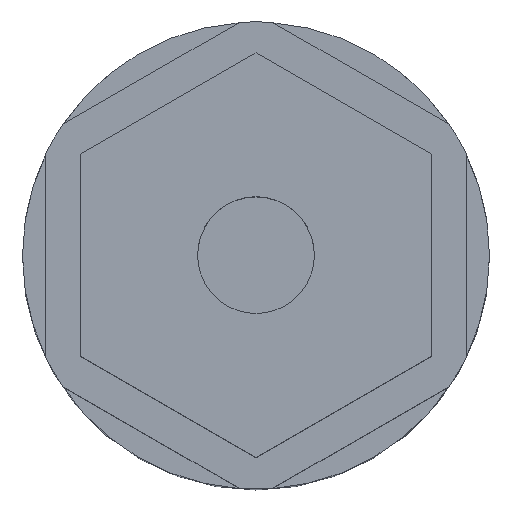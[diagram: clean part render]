
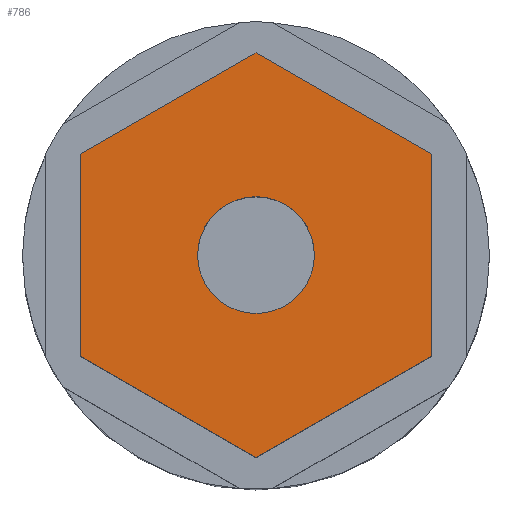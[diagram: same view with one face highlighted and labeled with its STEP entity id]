
A CAD part, top view. The second image highlights one B-rep face of the part: STEP entity #786.
In plain terms, the highlighted planar face has unit normal (0, 0, 1).
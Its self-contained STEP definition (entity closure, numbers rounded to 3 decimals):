
#32 = LINE ( 'NONE', #395, #921 ) ;
#52 = CARTESIAN_POINT ( 'NONE',  ( -15., 8.66, 62. ) ) ;
#116 = EDGE_CURVE ( 'NONE', #675, #1184, #1363, .T. ) ;
#128 = CIRCLE ( 'NONE', #1094, 5. ) ;
#129 = LINE ( 'NONE', #330, #1495 ) ;
#207 = LINE ( 'NONE', #829, #1376 ) ;
#265 = DIRECTION ( 'NONE',  ( 0., 1., 0. ) ) ;
#270 = CIRCLE ( 'NONE', #582, 5. ) ;
#279 = DIRECTION ( 'NONE',  ( 0., 0., 1. ) ) ;
#282 = VERTEX_POINT ( 'NONE', #412 ) ;
#326 = ORIENTED_EDGE ( 'NONE', *, *, #1432, .F. ) ;
#330 = CARTESIAN_POINT ( 'NONE',  ( 15., -8.66, 62. ) ) ;
#334 = ORIENTED_EDGE ( 'NONE', *, *, #116, .T. ) ;
#338 = DIRECTION ( 'NONE',  ( 1., 0., 0. ) ) ;
#358 = CARTESIAN_POINT ( 'NONE',  ( 0., 0., 62. ) ) ;
#379 = VECTOR ( 'NONE', #1032, 1000. ) ;
#392 = CARTESIAN_POINT ( 'NONE',  ( -15., -8.66, 62. ) ) ;
#395 = CARTESIAN_POINT ( 'NONE',  ( -15., -8.66, 62. ) ) ;
#412 = CARTESIAN_POINT ( 'NONE',  ( 0., 17.321, 62. ) ) ;
#421 = PLANE ( 'NONE',  #460 ) ;
#460 = AXIS2_PLACEMENT_3D ( 'NONE', #1008, #279, #1019 ) ;
#489 = DIRECTION ( 'NONE',  ( 1., 0., 0. ) ) ;
#510 = EDGE_CURVE ( 'NONE', #1184, #282, #1511, .T. ) ;
#514 = CARTESIAN_POINT ( 'NONE',  ( -15., -8.66, 62. ) ) ;
#521 = CARTESIAN_POINT ( 'NONE',  ( 0., -17.321, 62. ) ) ;
#548 = DIRECTION ( 'NONE',  ( 0.866, -0.5, 0. ) ) ;
#567 = EDGE_LOOP ( 'NONE', ( #326, #334, #1301, #1198, #1512, #700 ) ) ;
#582 = AXIS2_PLACEMENT_3D ( 'NONE', #961, #1083, #489 ) ;
#607 = EDGE_CURVE ( 'NONE', #907, #282, #207, .T. ) ;
#618 = DIRECTION ( 'NONE',  ( 0., 1., 0. ) ) ;
#634 = CARTESIAN_POINT ( 'NONE',  ( -5., 0., 62. ) ) ;
#675 = VERTEX_POINT ( 'NONE', #1385 ) ;
#678 = EDGE_CURVE ( 'NONE', #824, #763, #32, .T. ) ;
#700 = ORIENTED_EDGE ( 'NONE', *, *, #678, .T. ) ;
#709 = VECTOR ( 'NONE', #618, 1000. ) ;
#722 = CARTESIAN_POINT ( 'NONE',  ( 15., 8.66, 62. ) ) ;
#761 = VERTEX_POINT ( 'NONE', #634 ) ;
#763 = VERTEX_POINT ( 'NONE', #521 ) ;
#786 = ADVANCED_FACE ( 'NONE', ( #1377, #1143 ), #421, .T. ) ;
#824 = VERTEX_POINT ( 'NONE', #514 ) ;
#829 = CARTESIAN_POINT ( 'NONE',  ( -15., 8.66, 62. ) ) ;
#858 = DIRECTION ( 'NONE',  ( -0.866, -0.5, 0. ) ) ;
#907 = VERTEX_POINT ( 'NONE', #52 ) ;
#921 = VECTOR ( 'NONE', #548, 1000. ) ;
#961 = CARTESIAN_POINT ( 'NONE',  ( 0., 0., 62. ) ) ;
#982 = CARTESIAN_POINT ( 'NONE',  ( 15., -8.66, 62. ) ) ;
#1008 = CARTESIAN_POINT ( 'NONE',  ( -5., 0., 62. ) ) ;
#1019 = DIRECTION ( 'NONE',  ( 1., 0., 0. ) ) ;
#1032 = DIRECTION ( 'NONE',  ( -0.866, 0.5, 0. ) ) ;
#1044 = EDGE_CURVE ( 'NONE', #824, #907, #1483, .T. ) ;
#1083 = DIRECTION ( 'NONE',  ( 0., 0., 1. ) ) ;
#1094 = AXIS2_PLACEMENT_3D ( 'NONE', #358, #1553, #338 ) ;
#1107 = VECTOR ( 'NONE', #265, 1000. ) ;
#1143 = FACE_BOUND ( 'NONE', #1550, .T. ) ;
#1162 = EDGE_CURVE ( 'NONE', #1254, #761, #270, .T. ) ;
#1180 = DIRECTION ( 'NONE',  ( 0.866, 0.5, 0. ) ) ;
#1184 = VERTEX_POINT ( 'NONE', #722 ) ;
#1198 = ORIENTED_EDGE ( 'NONE', *, *, #607, .F. ) ;
#1254 = VERTEX_POINT ( 'NONE', #1434 ) ;
#1301 = ORIENTED_EDGE ( 'NONE', *, *, #510, .T. ) ;
#1363 = LINE ( 'NONE', #982, #1107 ) ;
#1376 = VECTOR ( 'NONE', #1180, 1000. ) ;
#1377 = FACE_OUTER_BOUND ( 'NONE', #567, .T. ) ;
#1385 = CARTESIAN_POINT ( 'NONE',  ( 15., -8.66, 62. ) ) ;
#1428 = ORIENTED_EDGE ( 'NONE', *, *, #1162, .F. ) ;
#1432 = EDGE_CURVE ( 'NONE', #675, #763, #129, .T. ) ;
#1434 = CARTESIAN_POINT ( 'NONE',  ( 5., 0., 62. ) ) ;
#1483 = LINE ( 'NONE', #392, #709 ) ;
#1495 = VECTOR ( 'NONE', #858, 1000. ) ;
#1501 = EDGE_CURVE ( 'NONE', #761, #1254, #128, .T. ) ;
#1504 = CARTESIAN_POINT ( 'NONE',  ( 15., 8.66, 62. ) ) ;
#1511 = LINE ( 'NONE', #1504, #379 ) ;
#1512 = ORIENTED_EDGE ( 'NONE', *, *, #1044, .F. ) ;
#1523 = ORIENTED_EDGE ( 'NONE', *, *, #1501, .F. ) ;
#1550 = EDGE_LOOP ( 'NONE', ( #1428, #1523 ) ) ;
#1553 = DIRECTION ( 'NONE',  ( 0., 0., 1. ) ) ;
